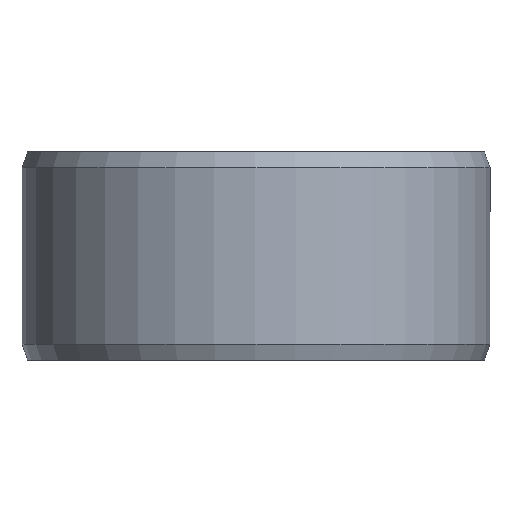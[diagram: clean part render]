
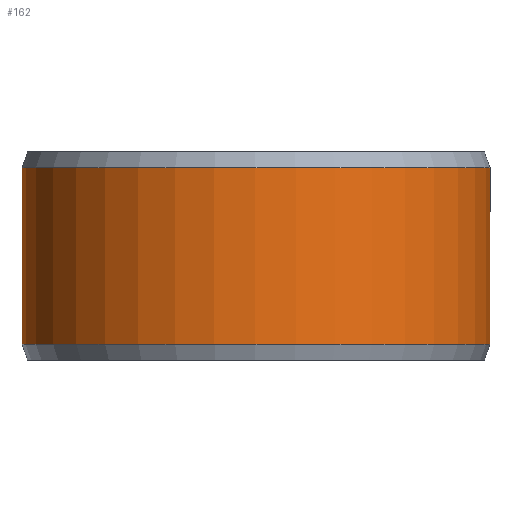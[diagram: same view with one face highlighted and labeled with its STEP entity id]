
A CAD part, front view. The second image highlights one B-rep face of the part: STEP entity #162.
In plain terms, the highlighted cylindrical face has radius 9 mm (diameter 18 mm), a partial arc.
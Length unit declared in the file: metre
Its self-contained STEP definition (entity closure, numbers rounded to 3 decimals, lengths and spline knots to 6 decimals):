
#162=ADVANCED_FACE('',(#185,#186),#187,.T.);
#185=FACE_OUTER_BOUND('',#211,.T.);
#186=FACE_BOUND('',#212,.T.);
#187=CYLINDRICAL_SURFACE('',#213,0.009);
#211=EDGE_LOOP('',(#289,#290,#291,#292));
#212=EDGE_LOOP('',(#293));
#213=AXIS2_PLACEMENT_3D('',#294,#295,#296);
#289=ORIENTED_EDGE('',*,*,#314,.T.);
#290=ORIENTED_EDGE('',*,*,#323,.F.);
#291=ORIENTED_EDGE('',*,*,#309,.F.);
#292=ORIENTED_EDGE('',*,*,#324,.T.);
#293=ORIENTED_EDGE('',*,*,#327,.T.);
#294=CARTESIAN_POINT('',(0.,0.,0.0));
#295=DIRECTION('',(0.,0.0,-1.0));
#296=DIRECTION('',(-1.0,0.0,0.));
#309=EDGE_CURVE('',#341,#342,#343,.T.);
#314=EDGE_CURVE('',#351,#349,#352,.T.);
#323=EDGE_CURVE('',#342,#349,#365,.T.);
#324=EDGE_CURVE('',#341,#351,#366,.T.);
#327=EDGE_CURVE('',#370,#370,#371,.T.);
#341=VERTEX_POINT('',#389);
#342=VERTEX_POINT('',#390);
#343=CIRCLE('',#391,0.009);
#349=VERTEX_POINT('',#399);
#351=VERTEX_POINT('',#402);
#352=CIRCLE('',#403,0.009);
#365=LINE('',#422,#423);
#366=LINE('',#424,#425);
#370=VERTEX_POINT('',#483);
#371=B_SPLINE_CURVE_WITH_KNOTS('',3,(#484,#485,#486,#487,#488,#489,#490,#491,#492,#493,#494,#495,#496,#497,#498,#499,#500,#501,#502,#503,#504,#505,#506,#507,#508,#509,#510,#511,#512,#513,#514,#515,#516,#517,#518,#519,#520,#521,#522,#523,#524,#525,#526,#527,#528,#529,#530,#531,#532,#533,#534,#535,#536,#537,#538,#539),.UNSPECIFIED.,.T.,.F.,(2,2,2,2,2,2,2,2,2,2,2,2,2,2,2,2,2,2,2,2,2,2,2,2,2,2,2,2,2,2),(-0.000392,0.0,0.000392,0.000784,0.001176,0.001568,0.002352,0.002744,0.003136,0.003528,0.00392,0.004704,0.005096,0.005488,0.00588,0.006272,0.007056,0.007448,0.00784,0.008232,0.008624,0.009408,0.009799,0.010191,0.010583,0.010975,0.011759,0.012151,0.012543,0.012935),.UNSPECIFIED.);
#389=CARTESIAN_POINT('',(0.000157,0.008999,0.0006));
#390=CARTESIAN_POINT('',(0.,0.009,0.0006));
#391=AXIS2_PLACEMENT_3D('',#553,#554,#555);
#399=CARTESIAN_POINT('',(0.,0.009,0.0074));
#402=CARTESIAN_POINT('',(0.000157,0.008999,0.0074));
#403=AXIS2_PLACEMENT_3D('',#562,#563,#564);
#422=CARTESIAN_POINT('',(0.,0.009,0.0006));
#423=VECTOR('',#577,1.0);
#424=CARTESIAN_POINT('',(0.000157,0.008999,0.0006));
#425=VECTOR('',#578,1.0);
#483=CARTESIAN_POINT('',(0.006492,-0.006234,0.004));
#484=CARTESIAN_POINT('',(0.006492,-0.006234,0.003867));
#485=CARTESIAN_POINT('',(0.006492,-0.006234,0.004133));
#486=CARTESIAN_POINT('',(0.006501,-0.006224,0.004263));
#487=CARTESIAN_POINT('',(0.006537,-0.006186,0.004519));
#488=CARTESIAN_POINT('',(0.006564,-0.006158,0.004646));
#489=CARTESIAN_POINT('',(0.006634,-0.006082,0.004888));
#490=CARTESIAN_POINT('',(0.006676,-0.006036,0.005003));
#491=CARTESIAN_POINT('',(0.006774,-0.005926,0.00522));
#492=CARTESIAN_POINT('',(0.006831,-0.005861,0.005322));
#493=CARTESIAN_POINT('',(0.00701,-0.005647,0.005598));
#494=CARTESIAN_POINT('',(0.00715,-0.005472,0.005747));
#495=CARTESIAN_POINT('',(0.007362,-0.005178,0.005897));
#496=CARTESIAN_POINT('',(0.007434,-0.005074,0.005936));
#497=CARTESIAN_POINT('',(0.007577,-0.004859,0.005987));
#498=CARTESIAN_POINT('',(0.007646,-0.004749,0.006));
#499=CARTESIAN_POINT('',(0.007781,-0.004524,0.006));
#500=CARTESIAN_POINT('',(0.007847,-0.004409,0.005987));
#501=CARTESIAN_POINT('',(0.00797,-0.004183,0.005936));
#502=CARTESIAN_POINT('',(0.008027,-0.004072,0.005898));
#503=CARTESIAN_POINT('',(0.008188,-0.003744,0.005747));
#504=CARTESIAN_POINT('',(0.008277,-0.00354,0.0056));
#505=CARTESIAN_POINT('',(0.008382,-0.003279,0.005322));
#506=CARTESIAN_POINT('',(0.008412,-0.0032,0.005221));
#507=CARTESIAN_POINT('',(0.008463,-0.003062,0.005005));
#508=CARTESIAN_POINT('',(0.008485,-0.003002,0.004888));
#509=CARTESIAN_POINT('',(0.008518,-0.002905,0.004646));
#510=CARTESIAN_POINT('',(0.008531,-0.002868,0.004522));
#511=CARTESIAN_POINT('',(0.008547,-0.002818,0.004264));
#512=CARTESIAN_POINT('',(0.008552,-0.002805,0.004132));
#513=CARTESIAN_POINT('',(0.008552,-0.002805,0.003739));
#514=CARTESIAN_POINT('',(0.008535,-0.002856,0.003475));
#515=CARTESIAN_POINT('',(0.008485,-0.003001,0.003114));
#516=CARTESIAN_POINT('',(0.008464,-0.003061,0.002997));
#517=CARTESIAN_POINT('',(0.008412,-0.0032,0.00278));
#518=CARTESIAN_POINT('',(0.008382,-0.003278,0.002679));
#519=CARTESIAN_POINT('',(0.008313,-0.003451,0.002495));
#520=CARTESIAN_POINT('',(0.008273,-0.003546,0.00241));
#521=CARTESIAN_POINT('',(0.008184,-0.003746,0.002266));
#522=CARTESIAN_POINT('',(0.008136,-0.00385,0.002204));
#523=CARTESIAN_POINT('',(0.007975,-0.004179,0.002052));
#524=CARTESIAN_POINT('',(0.007851,-0.004408,0.002));
#525=CARTESIAN_POINT('',(0.007647,-0.004747,0.002));
#526=CARTESIAN_POINT('',(0.007578,-0.004857,0.002013));
#527=CARTESIAN_POINT('',(0.007436,-0.005072,0.002064));
#528=CARTESIAN_POINT('',(0.007363,-0.005177,0.002102));
#529=CARTESIAN_POINT('',(0.007221,-0.005373,0.002202));
#530=CARTESIAN_POINT('',(0.007151,-0.005465,0.002264));
#531=CARTESIAN_POINT('',(0.007016,-0.005638,0.002409));
#532=CARTESIAN_POINT('',(0.006951,-0.005718,0.002493));
#533=CARTESIAN_POINT('',(0.006771,-0.005932,0.002768));
#534=CARTESIAN_POINT('',(0.006669,-0.006044,0.002991));
#535=CARTESIAN_POINT('',(0.006565,-0.006157,0.003352));
#536=CARTESIAN_POINT('',(0.006537,-0.006186,0.003479));
#537=CARTESIAN_POINT('',(0.006501,-0.006224,0.003737));
#538=CARTESIAN_POINT('',(0.006492,-0.006234,0.003867));
#539=CARTESIAN_POINT('',(0.006492,-0.006234,0.004133));
#553=CARTESIAN_POINT('',(0.,0.,0.0006));
#554=DIRECTION('',(0.,0.0,-1.0));
#555=DIRECTION('',(-1.0,0.0,0.));
#562=CARTESIAN_POINT('',(0.,0.,0.0074));
#563=DIRECTION('',(0.,0.0,-1.0));
#564=DIRECTION('',(-1.0,0.0,0.));
#577=DIRECTION('',(0.0,0.0,1.0));
#578=DIRECTION('',(0.,0.,1.0));
